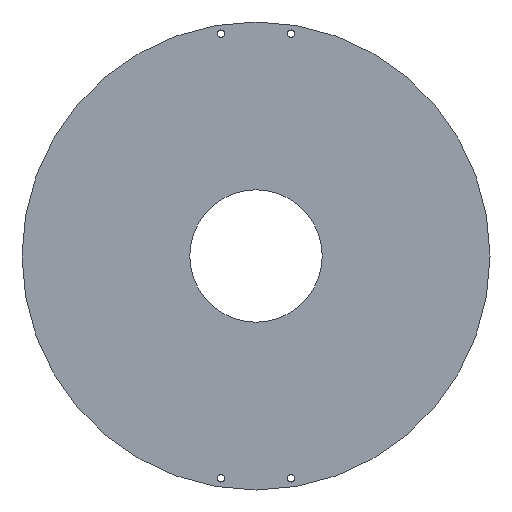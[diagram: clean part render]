
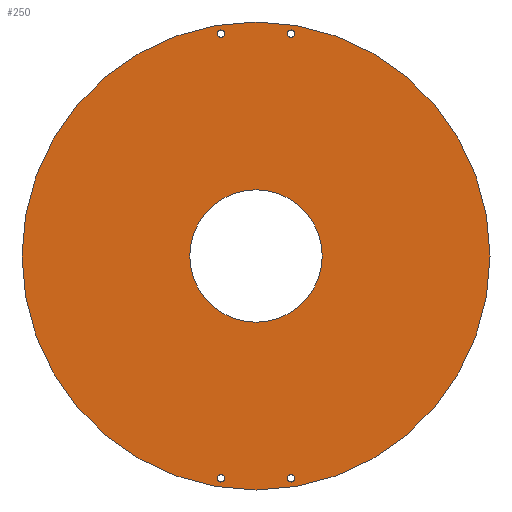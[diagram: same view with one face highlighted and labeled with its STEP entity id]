
A CAD part, front view. The second image highlights one B-rep face of the part: STEP entity #250.
In plain terms, the highlighted planar face has unit normal (0, -1, 0).
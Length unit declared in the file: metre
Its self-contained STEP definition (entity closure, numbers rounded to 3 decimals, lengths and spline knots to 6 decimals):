
#12=PLANE('',#291);
#28=ORIENTED_EDGE('',*,*,#72,.F.);
#29=ORIENTED_EDGE('',*,*,#70,.F.);
#30=ORIENTED_EDGE('',*,*,#68,.F.);
#31=ORIENTED_EDGE('',*,*,#66,.F.);
#32=ORIENTED_EDGE('',*,*,#64,.T.);
#33=ORIENTED_EDGE('',*,*,#74,.F.);
#64=EDGE_CURVE('',#88,#88,#112,.T.);
#66=EDGE_CURVE('',#90,#90,#114,.T.);
#68=EDGE_CURVE('',#92,#92,#116,.T.);
#70=EDGE_CURVE('',#94,#94,#118,.T.);
#72=EDGE_CURVE('',#96,#96,#120,.T.);
#74=EDGE_CURVE('',#98,#98,#122,.T.);
#88=VERTEX_POINT('',#398);
#90=VERTEX_POINT('',#403);
#92=VERTEX_POINT('',#408);
#94=VERTEX_POINT('',#413);
#96=VERTEX_POINT('',#418);
#98=VERTEX_POINT('',#423);
#112=CIRCLE('',#274,0.1);
#114=CIRCLE('',#277,0.001588);
#116=CIRCLE('',#280,0.001588);
#118=CIRCLE('',#283,0.001588);
#120=CIRCLE('',#286,0.001588);
#122=CIRCLE('',#289,0.0283);
#148=EDGE_LOOP('',(#28));
#149=EDGE_LOOP('',(#29));
#150=EDGE_LOOP('',(#30));
#151=EDGE_LOOP('',(#31));
#152=EDGE_LOOP('',(#32));
#153=EDGE_LOOP('',(#33));
#196=FACE_BOUND('',#148,.T.);
#197=FACE_BOUND('',#149,.T.);
#198=FACE_BOUND('',#150,.T.);
#199=FACE_BOUND('',#151,.T.);
#200=FACE_BOUND('',#152,.T.);
#201=FACE_BOUND('',#153,.T.);
#250=ADVANCED_FACE('',(#196,#197,#198,#199,#200,#201),#12,.T.);
#274=AXIS2_PLACEMENT_3D('',#397,#317,#318);
#277=AXIS2_PLACEMENT_3D('',#402,#323,#324);
#280=AXIS2_PLACEMENT_3D('',#407,#329,#330);
#283=AXIS2_PLACEMENT_3D('',#412,#335,#336);
#286=AXIS2_PLACEMENT_3D('',#417,#341,#342);
#289=AXIS2_PLACEMENT_3D('',#422,#347,#348);
#291=AXIS2_PLACEMENT_3D('',#426,#351,#352);
#317=DIRECTION('',(0.,-1.,0.));
#318=DIRECTION('',(0.,0.,-1.));
#323=DIRECTION('',(0.,-1.,0.));
#324=DIRECTION('',(0.,0.,-1.));
#329=DIRECTION('',(0.,-1.,0.));
#330=DIRECTION('',(0.,0.,-1.));
#335=DIRECTION('',(0.,-1.,0.));
#336=DIRECTION('',(0.,0.,-1.));
#341=DIRECTION('',(0.,-1.,0.));
#342=DIRECTION('',(0.,0.,-1.));
#347=DIRECTION('',(0.,-1.,0.));
#348=DIRECTION('',(0.,0.,-1.));
#351=DIRECTION('',(0.,-1.,0.));
#352=DIRECTION('',(1.,0.,0.));
#397=CARTESIAN_POINT('',(0.,-0.0025,0.));
#398=CARTESIAN_POINT('',(0.,-0.0025,-0.1));
#402=CARTESIAN_POINT('',(0.015,-0.0025,-0.095));
#403=CARTESIAN_POINT('',(0.015,-0.0025,-0.096588));
#407=CARTESIAN_POINT('',(-0.015,-0.0025,-0.095));
#408=CARTESIAN_POINT('',(-0.015,-0.0025,-0.096588));
#412=CARTESIAN_POINT('',(-0.015,-0.0025,0.095));
#413=CARTESIAN_POINT('',(-0.015,-0.0025,0.093413));
#417=CARTESIAN_POINT('',(0.015,-0.0025,0.095));
#418=CARTESIAN_POINT('',(0.015,-0.0025,0.093413));
#422=CARTESIAN_POINT('',(0.,-0.0025,0.));
#423=CARTESIAN_POINT('',(0.,-0.0025,-0.0283));
#426=CARTESIAN_POINT('',(0.,-0.0025,0.));
